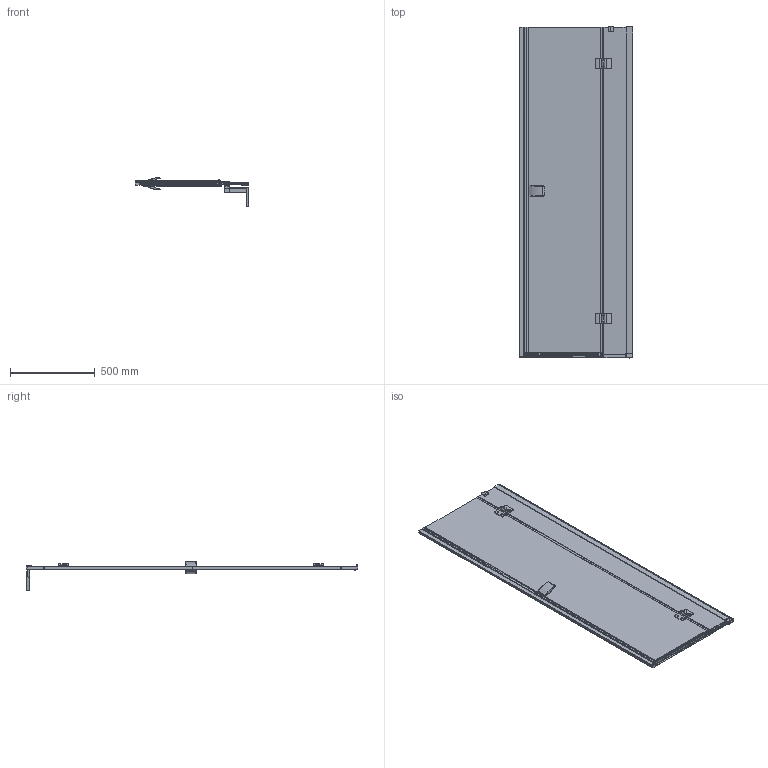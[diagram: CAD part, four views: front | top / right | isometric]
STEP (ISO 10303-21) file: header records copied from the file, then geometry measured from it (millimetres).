
FILE_DESCRIPTION (( 'STEP AP214' ), '1' );
FILE_NAME ('aqp70-670x1950.STEP', '2020-04-16T07:58:09', ( '' ), ( '' ), 'SwSTEP 2.0', 'SolidWorks 2016', '' );
FILE_SCHEMA (( 'AUTOMOTIVE_DESIGN' ));
Length unit declared in the file: millimetre
Products named in the file (1): aqp70-670x1950
Bounding box: 670 x 1956.3 x 167.7 mm (x, y, z)
Volume: 10297813.3 mm3; surface area: 3110077.1 mm2
Topology: 2 solids, 12 shells, 2001 faces, 5461 edges, 3474 vertices
Faces by surface type: cylinder 761, plane 751, bspline 401, cone 88
Entity records: 322865 total; most frequent: CARTESIAN_POINT 256513, ORIENTED_EDGE 10868, DIRECTION 8354, EDGE_CURVE 5434, VERTEX_POINT 3474, AXIS2_PLACEMENT_3D 2822, VECTOR 2710, LINE 2710
